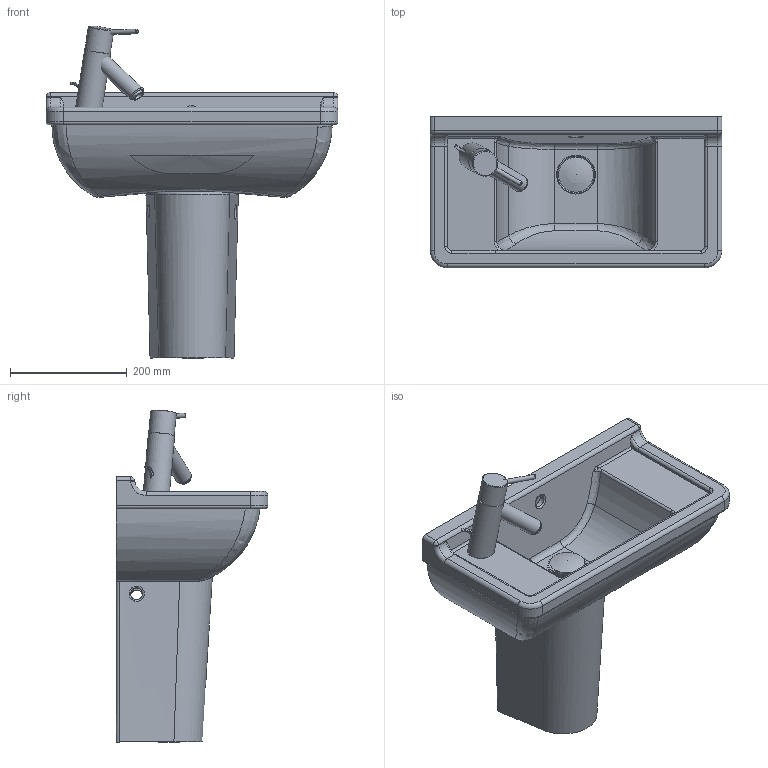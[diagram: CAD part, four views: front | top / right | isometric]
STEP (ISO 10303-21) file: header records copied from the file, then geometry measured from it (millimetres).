
FILE_DESCRIPTION((''),'2;1');
FILE_NAME('075150_86518.stp','2007-07-12T06:35:30',('Huebner'),(''),'Autodesk Inventor 11','Autodesk Inventor 11','');
FILE_SCHEMA(('AUTOMOTIVE_DESIGN { 1 0 10303 214 1 1 1 1 }'));
Length unit declared in the file: millimetre
Products named in the file (11): 075150_86518; 075150; 086518; Kelch; Stopfen; Baterie_Starck3; hebel1; Griff_2Starck3; Hebel3kurz; Halterstarck3; Neoperl_Starck3
Assembly tree (10 placements, depth 3):
  075150_86518
    075150
    086518
    Kelch
    Stopfen
    Baterie_Starck3
      hebel1
      Griff_2Starck3
      Hebel3kurz
      Halterstarck3
      Neoperl_Starck3
Bounding box: 500 x 260 x 568.58 mm (x, y, z)
Volume: 11106224.7 mm3; surface area: 846232.2 mm2
Topology: 8 solids, 9 shells, 223 faces, 524 edges, 318 vertices
Faces by surface type: cylinder 86, plane 62, bspline 42, torus 24, sphere 6, cone 3
Full cylindrical faces by diameter (mm): 8 x1, 9.368 x1, 12 x1, 15 x2, 16 x1, 20 x4, 28 x1, 35 x1, 42 x1, 44 x2, 45 x1, 52 x1, 53.757 x1, 60 x1, 75 x1
Entity records: 14506 total; most frequent: CARTESIAN_POINT 9439, DIRECTION 1000, ORIENTED_EDGE 958, EDGE_CURVE 479, AXIS2_PLACEMENT_3D 407, VERTEX_POINT 311, EDGE_LOOP 278, FACE_OUTER_BOUND 223
